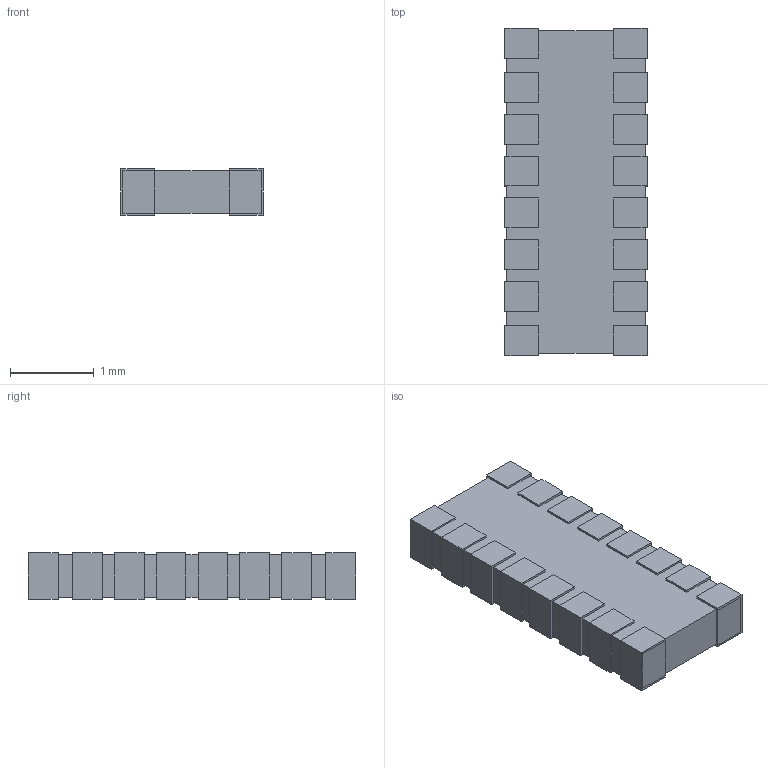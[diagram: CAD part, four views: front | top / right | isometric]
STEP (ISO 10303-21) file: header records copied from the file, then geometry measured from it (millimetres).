
FILE_DESCRIPTION(('STEP AP214'),'1');
FILE_NAME('SMD16_EXB2HV_0602X8_PAN','2024-06-25T10:45:47',(''),(''),'','','');
FILE_SCHEMA(('AUTOMOTIVE_DESIGN'));
Length unit declared in the file: millimetre
Products named in the file (1): product
Bounding box: 1.7 x 3.91 x 0.56 mm (x, y, z)
Volume: 3.4 mm3; surface area: 36.5 mm2
Topology: 21 solids, 21 shells, 190 faces, 444 edges, 296 vertices
Faces by surface type: plane 190
Entity records: 5182 total; most frequent: ORIENTED_EDGE 888, DIRECTION 826, CARTESIAN_POINT 487, EDGE_CURVE 444, LINE 444, VECTOR 444, VERTEX_POINT 296, AXIS2_PLACEMENT_3D 191
